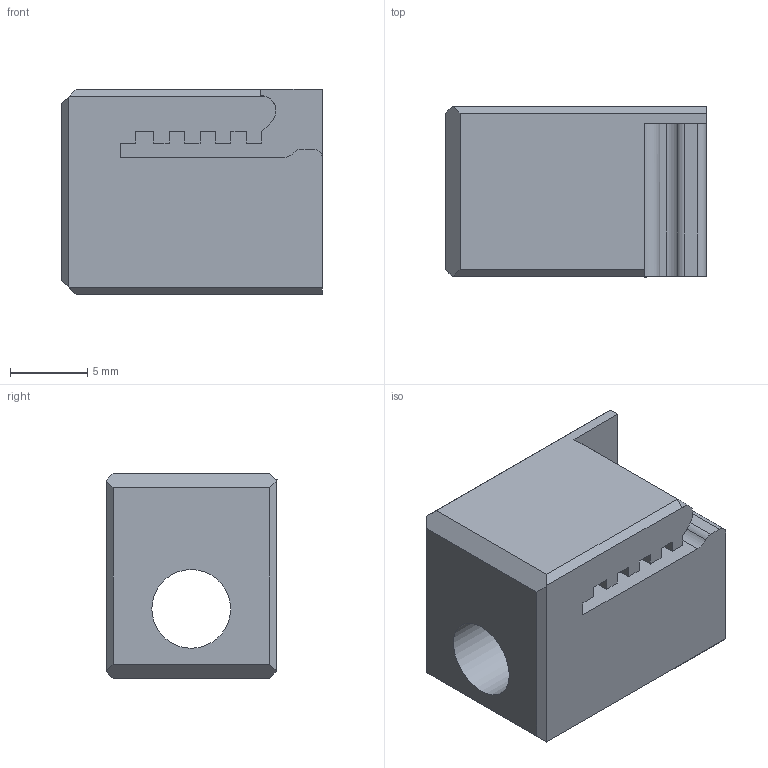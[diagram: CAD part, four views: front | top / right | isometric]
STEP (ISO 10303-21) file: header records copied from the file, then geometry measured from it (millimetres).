
FILE_DESCRIPTION(/* description */ ('tension_slider_9mm_belt_M5'),/* implementation_level */ '2;1');
FILE_NAME(/* name */ 'tension_slider_small_belt_M5.step',/* time_stamp */ '2022-08-07T23:30:02+08:00',/* author */ ('user'),/* organization */ (''),/* preprocessor_version */ 'ST-DEVELOPER v19',/* originating_system */ 'Autodesk Inventor 2023',/* authorisation */ '');
FILE_SCHEMA (('AUTOMOTIVE_DESIGN { 1 0 10303 214 3 1 1 }'));
Length unit declared in the file: millimetre
Products named in the file (1): tension_slider_small_belt_M5
Bounding box: 16.9 x 11.1 x 13.3 mm (x, y, z)
Volume: 1668.8 mm3; surface area: 1619.5 mm2
Topology: 1 solids, 1 shells, 52 faces, 145 edges, 96 vertices
Faces by surface type: plane 47, cylinder 5
Full cylindrical faces by diameter (mm): 5.1 x1
Entity records: 1700 total; most frequent: CARTESIAN_POINT 294, ORIENTED_EDGE 290, DIRECTION 262, EDGE_CURVE 145, LINE 134, VECTOR 134, VERTEX_POINT 96, AXIS2_PLACEMENT_3D 64
